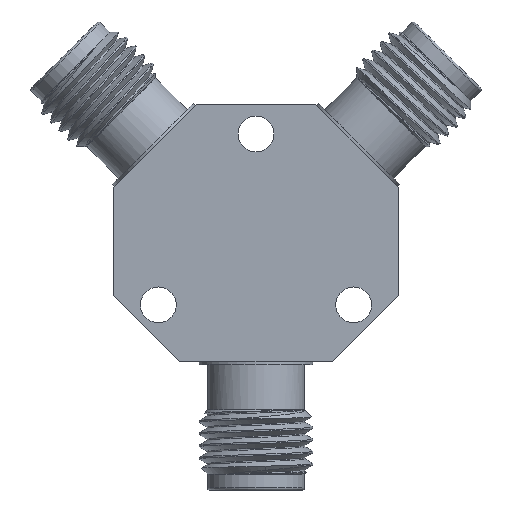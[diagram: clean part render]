
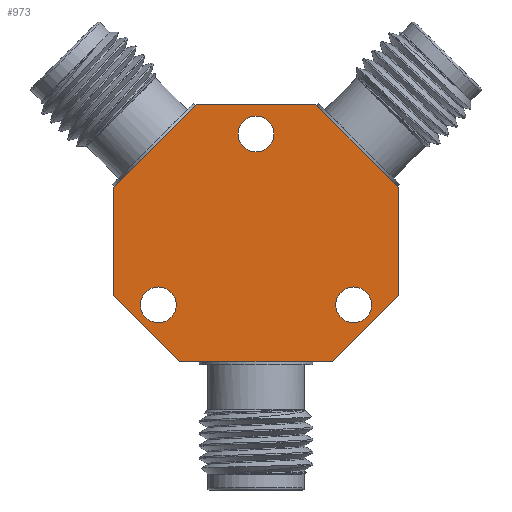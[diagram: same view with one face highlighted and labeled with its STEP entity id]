
A CAD part, front view. The second image highlights one B-rep face of the part: STEP entity #973.
In plain terms, the highlighted planar face has unit normal (0, -1, 0).
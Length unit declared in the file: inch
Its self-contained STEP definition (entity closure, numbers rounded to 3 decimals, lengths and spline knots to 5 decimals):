
#36 = LINE ( 'NONE', #2833, #5943 ) ;
#84 = CIRCLE ( 'NONE', #1322, 0.04331 ) ;
#200 = VECTOR ( 'NONE', #6040, 39.37008 ) ;
#374 = EDGE_CURVE ( 'NONE', #1819, #4619, #1145, .T. ) ;
#395 = ORIENTED_EDGE ( 'NONE', *, *, #374, .F. ) ;
#440 = FACE_OUTER_BOUND ( 'NONE', #4089, .T. ) ;
#505 = AXIS2_PLACEMENT_3D ( 'NONE', #5430, #3114, #2331 ) ;
#644 = CARTESIAN_POINT ( 'NONE',  ( -0.34449, -0.19685, -0.31102 ) ) ;
#816 = VERTEX_POINT ( 'NONE', #3612 ) ;
#823 = AXIS2_PLACEMENT_3D ( 'NONE', #7376, #5015, #9575 ) ;
#873 = CARTESIAN_POINT ( 'NONE',  ( 0.14449, -0.19685, 0.31102 ) ) ;
#945 = VERTEX_POINT ( 'NONE', #8007 ) ;
#954 = EDGE_CURVE ( 'NONE', #8636, #4267, #1131, .T. ) ;
#973 = ADVANCED_FACE ( 'NONE', ( #1914, #4174, #7168, #440 ), #3437, .T. ) ;
#1036 = VERTEX_POINT ( 'NONE', #1417 ) ;
#1131 = LINE ( 'NONE', #9431, #2009 ) ;
#1145 = LINE ( 'NONE', #9488, #7349 ) ;
#1219 = ORIENTED_EDGE ( 'NONE', *, *, #9729, .F. ) ;
#1230 = CARTESIAN_POINT ( 'NONE',  ( 0.34449, -0.19685, -0.15102 ) ) ;
#1322 = AXIS2_PLACEMENT_3D ( 'NONE', #4008, #6262, #6910 ) ;
#1405 = CARTESIAN_POINT ( 'NONE',  ( -0.23622, -0.19685, -0.12992 ) ) ;
#1417 = CARTESIAN_POINT ( 'NONE',  ( 0.18449, -0.19685, -0.31102 ) ) ;
#1421 = EDGE_CURVE ( 'NONE', #8636, #4619, #36, .T. ) ;
#1518 = VERTEX_POINT ( 'NONE', #9271 ) ;
#1555 = VERTEX_POINT ( 'NONE', #1405 ) ;
#1819 = VERTEX_POINT ( 'NONE', #7091 ) ;
#1839 = ORIENTED_EDGE ( 'NONE', *, *, #7208, .T. ) ;
#1914 = FACE_BOUND ( 'NONE', #5260, .T. ) ;
#1933 = ORIENTED_EDGE ( 'NONE', *, *, #8398, .T. ) ;
#2009 = VECTOR ( 'NONE', #7219, 39.37008 ) ;
#2229 = DIRECTION ( 'NONE',  ( 0.707, 0., -0.707 ) ) ;
#2269 = CARTESIAN_POINT ( 'NONE',  ( -0.34449, -0.19685, 0.31102 ) ) ;
#2331 = DIRECTION ( 'NONE',  ( 0., 0., 1. ) ) ;
#2624 = CARTESIAN_POINT ( 'NONE',  ( 0.24776, -0.19685, -0.24776 ) ) ;
#2698 = DIRECTION ( 'NONE',  ( 0., -1., 0. ) ) ;
#2737 = VECTOR ( 'NONE', #8624, 39.37008 ) ;
#2798 = ORIENTED_EDGE ( 'NONE', *, *, #1421, .T. ) ;
#2833 = CARTESIAN_POINT ( 'NONE',  ( 0.22776, -0.19685, 0.22776 ) ) ;
#2953 = LINE ( 'NONE', #8216, #4757 ) ;
#3114 = DIRECTION ( 'NONE',  ( 0., 1., 0. ) ) ;
#3151 = EDGE_LOOP ( 'NONE', ( #1933 ) ) ;
#3280 = AXIS2_PLACEMENT_3D ( 'NONE', #6431, #2698, #3481 ) ;
#3330 = CARTESIAN_POINT ( 'NONE',  ( -0.22776, -0.19685, 0.22776 ) ) ;
#3437 = PLANE ( 'NONE',  #3280 ) ;
#3449 = DIRECTION ( 'NONE',  ( -1., 0., 0. ) ) ;
#3481 = DIRECTION ( 'NONE',  ( 0., 0., -1. ) ) ;
#3587 = LINE ( 'NONE', #644, #6618 ) ;
#3612 = CARTESIAN_POINT ( 'NONE',  ( 0., -0.19685, 0.28346 ) ) ;
#3631 = EDGE_LOOP ( 'NONE', ( #7785 ) ) ;
#3706 = EDGE_CURVE ( 'NONE', #1036, #4267, #9361, .T. ) ;
#4008 = CARTESIAN_POINT ( 'NONE',  ( 0.23622, -0.19685, -0.17323 ) ) ;
#4011 = DIRECTION ( 'NONE',  ( 0.707, 0., 0.707 ) ) ;
#4089 = EDGE_LOOP ( 'NONE', ( #5838, #2798, #395, #1839, #1219, #8884, #5840, #4321 ) ) ;
#4174 = FACE_BOUND ( 'NONE', #3631, .T. ) ;
#4267 = VERTEX_POINT ( 'NONE', #1230 ) ;
#4284 = VECTOR ( 'NONE', #4011, 39.37008 ) ;
#4321 = ORIENTED_EDGE ( 'NONE', *, *, #3706, .T. ) ;
#4422 = CIRCLE ( 'NONE', #505, 0.04331 ) ;
#4466 = CARTESIAN_POINT ( 'NONE',  ( 0.34449, -0.19685, 0.11102 ) ) ;
#4619 = VERTEX_POINT ( 'NONE', #873 ) ;
#4730 = LINE ( 'NONE', #2269, #200 ) ;
#4757 = VECTOR ( 'NONE', #2229, 39.37008 ) ;
#5015 = DIRECTION ( 'NONE',  ( 0., 1., 0. ) ) ;
#5145 = DIRECTION ( 'NONE',  ( -0.707, 0., 0.707 ) ) ;
#5260 = EDGE_LOOP ( 'NONE', ( #8204 ) ) ;
#5430 = CARTESIAN_POINT ( 'NONE',  ( 0., -0.19685, 0.24016 ) ) ;
#5838 = ORIENTED_EDGE ( 'NONE', *, *, #954, .F. ) ;
#5840 = ORIENTED_EDGE ( 'NONE', *, *, #8235, .F. ) ;
#5943 = VECTOR ( 'NONE', #5145, 39.37008 ) ;
#6040 = DIRECTION ( 'NONE',  ( 0., 0., 1. ) ) ;
#6128 = LINE ( 'NONE', #3330, #2737 ) ;
#6262 = DIRECTION ( 'NONE',  ( 0., 1., 0. ) ) ;
#6386 = VERTEX_POINT ( 'NONE', #8781 ) ;
#6431 = CARTESIAN_POINT ( 'NONE',  ( 0., -0.19685, 0. ) ) ;
#6539 = DIRECTION ( 'NONE',  ( 1., 0., 0. ) ) ;
#6618 = VECTOR ( 'NONE', #3449, 39.37008 ) ;
#6910 = DIRECTION ( 'NONE',  ( 0., 0., 1. ) ) ;
#7091 = CARTESIAN_POINT ( 'NONE',  ( -0.14449, -0.19685, 0.31102 ) ) ;
#7168 = FACE_BOUND ( 'NONE', #3151, .T. ) ;
#7208 = EDGE_CURVE ( 'NONE', #1819, #6386, #6128, .T. ) ;
#7219 = DIRECTION ( 'NONE',  ( 0., 0., -1. ) ) ;
#7349 = VECTOR ( 'NONE', #6539, 39.37008 ) ;
#7376 = CARTESIAN_POINT ( 'NONE',  ( -0.23622, -0.19685, -0.17323 ) ) ;
#7499 = EDGE_CURVE ( 'NONE', #7553, #7553, #84, .T. ) ;
#7553 = VERTEX_POINT ( 'NONE', #8289 ) ;
#7785 = ORIENTED_EDGE ( 'NONE', *, *, #7499, .T. ) ;
#7888 = CIRCLE ( 'NONE', #823, 0.04331 ) ;
#8007 = CARTESIAN_POINT ( 'NONE',  ( -0.18449, -0.19685, -0.31102 ) ) ;
#8204 = ORIENTED_EDGE ( 'NONE', *, *, #9524, .T. ) ;
#8216 = CARTESIAN_POINT ( 'NONE',  ( -0.24776, -0.19685, -0.24776 ) ) ;
#8235 = EDGE_CURVE ( 'NONE', #1036, #945, #3587, .T. ) ;
#8289 = CARTESIAN_POINT ( 'NONE',  ( 0.23622, -0.19685, -0.12992 ) ) ;
#8346 = EDGE_CURVE ( 'NONE', #1518, #945, #2953, .T. ) ;
#8398 = EDGE_CURVE ( 'NONE', #816, #816, #4422, .T. ) ;
#8624 = DIRECTION ( 'NONE',  ( -0.707, 0., -0.707 ) ) ;
#8636 = VERTEX_POINT ( 'NONE', #4466 ) ;
#8781 = CARTESIAN_POINT ( 'NONE',  ( -0.34449, -0.19685, 0.11102 ) ) ;
#8884 = ORIENTED_EDGE ( 'NONE', *, *, #8346, .T. ) ;
#9271 = CARTESIAN_POINT ( 'NONE',  ( -0.34449, -0.19685, -0.15102 ) ) ;
#9361 = LINE ( 'NONE', #2624, #4284 ) ;
#9431 = CARTESIAN_POINT ( 'NONE',  ( 0.34449, -0.19685, 0.31102 ) ) ;
#9488 = CARTESIAN_POINT ( 'NONE',  ( -0.34449, -0.19685, 0.31102 ) ) ;
#9524 = EDGE_CURVE ( 'NONE', #1555, #1555, #7888, .T. ) ;
#9575 = DIRECTION ( 'NONE',  ( 0., 0., 1. ) ) ;
#9729 = EDGE_CURVE ( 'NONE', #1518, #6386, #4730, .T. ) ;
